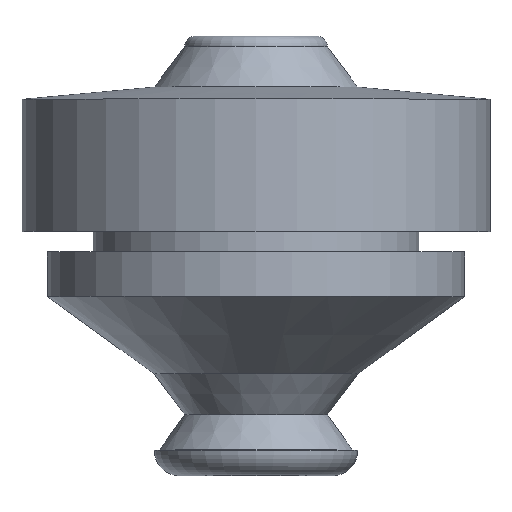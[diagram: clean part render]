
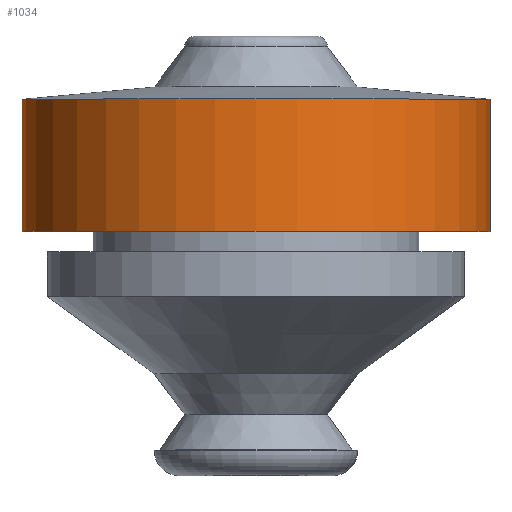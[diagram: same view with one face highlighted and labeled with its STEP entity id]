
A CAD part, top view. The second image highlights one B-rep face of the part: STEP entity #1034.
In plain terms, the highlighted cylindrical face has radius 11.5 mm (diameter 23 mm), a partial arc.
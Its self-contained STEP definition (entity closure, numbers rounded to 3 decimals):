
#3 = AXIS2_PLACEMENT_3D ( 'NONE', #659, #646, #567 ) ;
#55 = AXIS2_PLACEMENT_3D ( 'NONE', #999, #542, #365 ) ;
#66 = ORIENTED_EDGE ( 'NONE', *, *, #852, .T. ) ;
#67 = EDGE_CURVE ( 'NONE', #935, #832, #199, .T. ) ;
#88 = ORIENTED_EDGE ( 'NONE', *, *, #141, .F. ) ;
#102 = DIRECTION ( 'NONE',  ( 0., 1., 0. ) ) ;
#141 = EDGE_CURVE ( 'NONE', #935, #1097, #741, .T. ) ;
#199 = CIRCLE ( 'NONE', #319, 11.5 ) ;
#246 = CARTESIAN_POINT ( 'NONE',  ( 11.5, 0., 0. ) ) ;
#303 = CARTESIAN_POINT ( 'NONE',  ( -11.5, 23.256, 0. ) ) ;
#319 = AXIS2_PLACEMENT_3D ( 'NONE', #485, #394, #397 ) ;
#336 = DIRECTION ( 'NONE',  ( 0., 1., 0. ) ) ;
#358 = CARTESIAN_POINT ( 'NONE',  ( -11.5, 6.5, 0. ) ) ;
#365 = DIRECTION ( 'NONE',  ( -1., 0., 0. ) ) ;
#392 = EDGE_CURVE ( 'NONE', #1097, #688, #511, .T. ) ;
#394 = DIRECTION ( 'NONE',  ( 0., 1., 0. ) ) ;
#397 = DIRECTION ( 'NONE',  ( -1., 0., 0. ) ) ;
#485 = CARTESIAN_POINT ( 'NONE',  ( 0., 0., 0. ) ) ;
#511 = CIRCLE ( 'NONE', #3, 11.5 ) ;
#527 = FACE_OUTER_BOUND ( 'NONE', #761, .T. ) ;
#542 = DIRECTION ( 'NONE',  ( 0., 1., 0. ) ) ;
#567 = DIRECTION ( 'NONE',  ( -1., 0., 0. ) ) ;
#646 = DIRECTION ( 'NONE',  ( 0., 1., 0. ) ) ;
#659 = CARTESIAN_POINT ( 'NONE',  ( 0., 6.5, 0. ) ) ;
#668 = VECTOR ( 'NONE', #102, 1000. ) ;
#688 = VERTEX_POINT ( 'NONE', #882 ) ;
#733 = ORIENTED_EDGE ( 'NONE', *, *, #392, .F. ) ;
#741 = LINE ( 'NONE', #303, #668 ) ;
#761 = EDGE_LOOP ( 'NONE', ( #1131, #66, #733, #88 ) ) ;
#795 = VECTOR ( 'NONE', #336, 1000. ) ;
#805 = CARTESIAN_POINT ( 'NONE',  ( -11.5, 0., 0. ) ) ;
#811 = CYLINDRICAL_SURFACE ( 'NONE', #55, 11.5 ) ;
#832 = VERTEX_POINT ( 'NONE', #246 ) ;
#852 = EDGE_CURVE ( 'NONE', #832, #688, #1166, .T. ) ;
#882 = CARTESIAN_POINT ( 'NONE',  ( 11.5, 6.5, 0. ) ) ;
#935 = VERTEX_POINT ( 'NONE', #805 ) ;
#999 = CARTESIAN_POINT ( 'NONE',  ( 0., 23.256, 0. ) ) ;
#1034 = ADVANCED_FACE ( 'NONE', ( #527 ), #811, .T. ) ;
#1066 = CARTESIAN_POINT ( 'NONE',  ( 11.5, 23.256, 0. ) ) ;
#1097 = VERTEX_POINT ( 'NONE', #358 ) ;
#1131 = ORIENTED_EDGE ( 'NONE', *, *, #67, .T. ) ;
#1166 = LINE ( 'NONE', #1066, #795 ) ;
